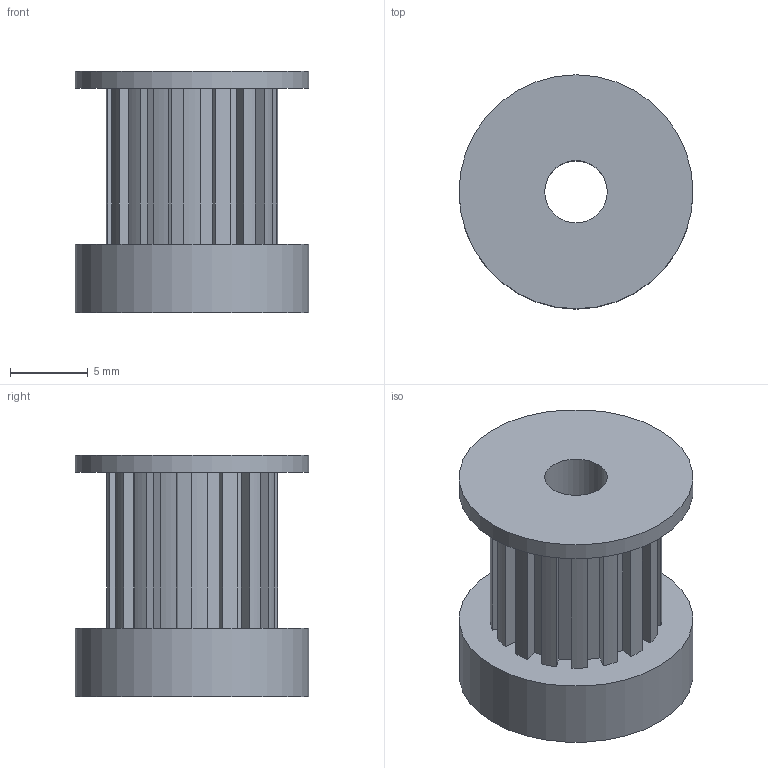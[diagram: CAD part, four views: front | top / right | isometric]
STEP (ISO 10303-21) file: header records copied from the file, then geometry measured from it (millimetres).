
FILE_DESCRIPTION(('STEP AP203'), '1');
FILE_NAME('Ïðèíòåð_Áðàéëÿ_øåñòåðíÿ_ìàëåíüêèé', '', ('UNSPECIFIED'), ('UNSPECIFIED'), 'C3D Converter', 'C3D Toolkit', '');
FILE_SCHEMA(('CONFIG_CONTROL_DESIGN'));
Length unit declared in the file: millimetre
Bounding box: 15 x 15 x 15.5 mm (x, y, z)
Volume: 1574.1 mm3; surface area: 1623.3 mm2
Topology: 1 solids, 1 shells, 75 faces, 213 edges, 142 vertices
Faces by surface type: plane 55, cylinder 20
Full cylindrical faces by diameter (mm): 4 x1, 15 x2
Entity records: 3056 total; most frequent: CARTESIAN_POINT 428, ORIENTED_EDGE 420, DIRECTION 402, EDGE_CURVE 210, LINE 170, VECTOR 170, VERTEX_POINT 142, AXIS2_PLACEMENT_3D 116
